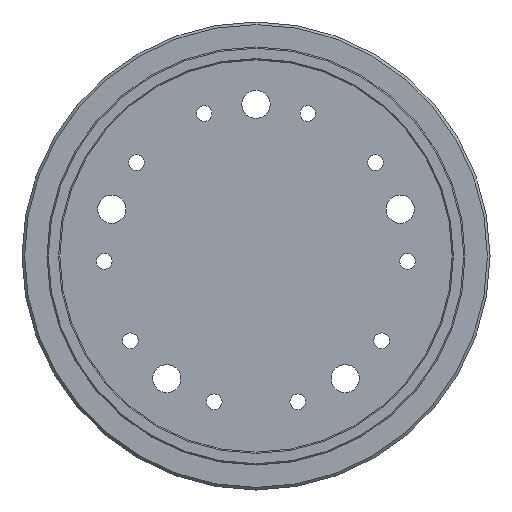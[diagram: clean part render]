
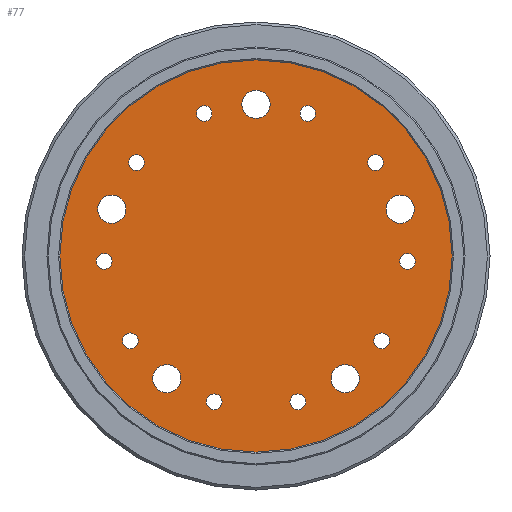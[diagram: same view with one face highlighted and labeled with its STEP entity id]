
A CAD part, left-side view. The second image highlights one B-rep face of the part: STEP entity #77.
In plain terms, the highlighted planar face has unit normal (-1, 0, 0).
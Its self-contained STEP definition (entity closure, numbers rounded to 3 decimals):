
#77 = ADVANCED_FACE( '', ( #117, #118, #119, #120, #121, #122, #123, #124, #125, #126, #127, #128, #129, #130, #131, #132 ), #133, .F. );
#117 = FACE_BOUND( '', #251, .T. );
#118 = FACE_BOUND( '', #252, .T. );
#119 = FACE_BOUND( '', #253, .T. );
#120 = FACE_BOUND( '', #254, .T. );
#121 = FACE_BOUND( '', #255, .T. );
#122 = FACE_BOUND( '', #256, .T. );
#123 = FACE_BOUND( '', #257, .T. );
#124 = FACE_BOUND( '', #258, .T. );
#125 = FACE_BOUND( '', #259, .T. );
#126 = FACE_BOUND( '', #260, .T. );
#127 = FACE_BOUND( '', #261, .T. );
#128 = FACE_BOUND( '', #262, .T. );
#129 = FACE_BOUND( '', #263, .T. );
#130 = FACE_BOUND( '', #264, .T. );
#131 = FACE_BOUND( '', #265, .T. );
#132 = FACE_OUTER_BOUND( '', #266, .T. );
#133 = PLANE( '', #267 );
#251 = EDGE_LOOP( '', ( #389 ) );
#252 = EDGE_LOOP( '', ( #390 ) );
#253 = EDGE_LOOP( '', ( #391 ) );
#254 = EDGE_LOOP( '', ( #392 ) );
#255 = EDGE_LOOP( '', ( #393 ) );
#256 = EDGE_LOOP( '', ( #394 ) );
#257 = EDGE_LOOP( '', ( #395 ) );
#258 = EDGE_LOOP( '', ( #396 ) );
#259 = EDGE_LOOP( '', ( #397 ) );
#260 = EDGE_LOOP( '', ( #398 ) );
#261 = EDGE_LOOP( '', ( #399 ) );
#262 = EDGE_LOOP( '', ( #400 ) );
#263 = EDGE_LOOP( '', ( #401 ) );
#264 = EDGE_LOOP( '', ( #402 ) );
#265 = EDGE_LOOP( '', ( #403 ) );
#266 = EDGE_LOOP( '', ( #404 ) );
#267 = AXIS2_PLACEMENT_3D( '', #405, #406, #407 );
#389 = ORIENTED_EDGE( '', *, *, #587, .T. );
#390 = ORIENTED_EDGE( '', *, *, #588, .T. );
#391 = ORIENTED_EDGE( '', *, *, #589, .T. );
#392 = ORIENTED_EDGE( '', *, *, #590, .T. );
#393 = ORIENTED_EDGE( '', *, *, #591, .T. );
#394 = ORIENTED_EDGE( '', *, *, #592, .T. );
#395 = ORIENTED_EDGE( '', *, *, #593, .T. );
#396 = ORIENTED_EDGE( '', *, *, #594, .T. );
#397 = ORIENTED_EDGE( '', *, *, #595, .T. );
#398 = ORIENTED_EDGE( '', *, *, #596, .T. );
#399 = ORIENTED_EDGE( '', *, *, #597, .T. );
#400 = ORIENTED_EDGE( '', *, *, #598, .T. );
#401 = ORIENTED_EDGE( '', *, *, #599, .T. );
#402 = ORIENTED_EDGE( '', *, *, #600, .T. );
#403 = ORIENTED_EDGE( '', *, *, #601, .T. );
#404 = ORIENTED_EDGE( '', *, *, #602, .F. );
#405 = CARTESIAN_POINT( '', ( -25.6, 0., 0. ) );
#406 = DIRECTION( '', ( 1., 0., 0. ) );
#407 = DIRECTION( '', ( 0., 0., -1. ) );
#587 = EDGE_CURVE( '', #639, #639, #640, .T. );
#588 = EDGE_CURVE( '', #641, #641, #642, .T. );
#589 = EDGE_CURVE( '', #643, #643, #644, .T. );
#590 = EDGE_CURVE( '', #645, #645, #646, .T. );
#591 = EDGE_CURVE( '', #647, #647, #648, .T. );
#592 = EDGE_CURVE( '', #649, #649, #650, .T. );
#593 = EDGE_CURVE( '', #651, #651, #652, .T. );
#594 = EDGE_CURVE( '', #653, #653, #654, .T. );
#595 = EDGE_CURVE( '', #655, #655, #656, .T. );
#596 = EDGE_CURVE( '', #657, #657, #658, .T. );
#597 = EDGE_CURVE( '', #659, #659, #660, .T. );
#598 = EDGE_CURVE( '', #661, #661, #662, .T. );
#599 = EDGE_CURVE( '', #663, #663, #664, .T. );
#600 = EDGE_CURVE( '', #665, #665, #666, .T. );
#601 = EDGE_CURVE( '', #667, #667, #668, .T. );
#602 = EDGE_CURVE( '', #669, #669, #670, .T. );
#639 = VERTEX_POINT( '', #737 );
#640 = CIRCLE( '', #738, 3. );
#641 = VERTEX_POINT( '', #739 );
#642 = CIRCLE( '', #740, 3. );
#643 = VERTEX_POINT( '', #741 );
#644 = CIRCLE( '', #742, 3. );
#645 = VERTEX_POINT( '', #743 );
#646 = CIRCLE( '', #744, 3. );
#647 = VERTEX_POINT( '', #745 );
#648 = CIRCLE( '', #746, 3. );
#649 = VERTEX_POINT( '', #747 );
#650 = CIRCLE( '', #748, 3. );
#651 = VERTEX_POINT( '', #749 );
#652 = CIRCLE( '', #750, 3. );
#653 = VERTEX_POINT( '', #751 );
#654 = CIRCLE( '', #752, 3. );
#655 = VERTEX_POINT( '', #753 );
#656 = CIRCLE( '', #754, 3. );
#657 = VERTEX_POINT( '', #755 );
#658 = CIRCLE( '', #756, 3. );
#659 = VERTEX_POINT( '', #757 );
#660 = CIRCLE( '', #758, 5.4 );
#661 = VERTEX_POINT( '', #759 );
#662 = CIRCLE( '', #760, 5.4 );
#663 = VERTEX_POINT( '', #761 );
#664 = CIRCLE( '', #762, 5.4 );
#665 = VERTEX_POINT( '', #763 );
#666 = CIRCLE( '', #764, 5.4 );
#667 = VERTEX_POINT( '', #765 );
#668 = CIRCLE( '', #766, 5.4 );
#669 = VERTEX_POINT( '', #767 );
#670 = CIRCLE( '', #768, 75. );
#737 = CARTESIAN_POINT( '', ( -25.6, -51.084, -32.433 ) );
#738 = AXIS2_PLACEMENT_3D( '', #838, #839, #840 );
#739 = CARTESIAN_POINT( '', ( -25.6, -18.987, -55.753 ) );
#740 = AXIS2_PLACEMENT_3D( '', #841, #842, #843 );
#741 = CARTESIAN_POINT( '', ( -25.6, 12.987, -55.753 ) );
#742 = AXIS2_PLACEMENT_3D( '', #844, #845, #846 );
#743 = CARTESIAN_POINT( '', ( -25.6, 45.084, -32.433 ) );
#744 = AXIS2_PLACEMENT_3D( '', #847, #848, #849 );
#745 = CARTESIAN_POINT( '', ( -25.6, -48.704, 35.708 ) );
#746 = AXIS2_PLACEMENT_3D( '', #850, #851, #852 );
#747 = CARTESIAN_POINT( '', ( -25.6, 55.035, -2.024 ) );
#748 = AXIS2_PLACEMENT_3D( '', #853, #854, #855 );
#749 = CARTESIAN_POINT( '', ( -25.6, -60.965, -2.024 ) );
#750 = AXIS2_PLACEMENT_3D( '', #856, #857, #858 );
#751 = CARTESIAN_POINT( '', ( -25.6, 42.705, 35.708 ) );
#752 = AXIS2_PLACEMENT_3D( '', #859, #860, #861 );
#753 = CARTESIAN_POINT( '', ( -25.6, -22.837, 54.502 ) );
#754 = AXIS2_PLACEMENT_3D( '', #862, #863, #864 );
#755 = CARTESIAN_POINT( '', ( -25.6, 16.837, 54.502 ) );
#756 = AXIS2_PLACEMENT_3D( '', #865, #866, #867 );
#757 = CARTESIAN_POINT( '', ( -25.6, -60.561, 17.923 ) );
#758 = AXIS2_PLACEMENT_3D( '', #868, #869, #870 );
#759 = CARTESIAN_POINT( '', ( -25.6, -39.492, -46.923 ) );
#760 = AXIS2_PLACEMENT_3D( '', #871, #872, #873 );
#761 = CARTESIAN_POINT( '', ( -25.6, 28.692, -46.923 ) );
#762 = AXIS2_PLACEMENT_3D( '', #874, #875, #876 );
#763 = CARTESIAN_POINT( '', ( -25.6, 49.761, 17.923 ) );
#764 = AXIS2_PLACEMENT_3D( '', #877, #878, #879 );
#765 = CARTESIAN_POINT( '', ( -25.6, -5.4, 58. ) );
#766 = AXIS2_PLACEMENT_3D( '', #880, #881, #882 );
#767 = CARTESIAN_POINT( '', ( -25.6, 0., -75. ) );
#768 = AXIS2_PLACEMENT_3D( '', #883, #884, #885 );
#838 = CARTESIAN_POINT( '', ( -25.6, -48.084, -32.433 ) );
#839 = DIRECTION( '', ( 1., 0., 0. ) );
#840 = DIRECTION( '', ( 0., -1., 0. ) );
#841 = CARTESIAN_POINT( '', ( -25.6, -15.987, -55.753 ) );
#842 = DIRECTION( '', ( 1., 0., 0. ) );
#843 = DIRECTION( '', ( 0., -1., 0. ) );
#844 = CARTESIAN_POINT( '', ( -25.6, 15.987, -55.753 ) );
#845 = DIRECTION( '', ( 1., 0., 0. ) );
#846 = DIRECTION( '', ( 0., -1., 0. ) );
#847 = CARTESIAN_POINT( '', ( -25.6, 48.084, -32.433 ) );
#848 = DIRECTION( '', ( 1., 0., 0. ) );
#849 = DIRECTION( '', ( 0., -1., 0. ) );
#850 = CARTESIAN_POINT( '', ( -25.6, -45.704, 35.708 ) );
#851 = DIRECTION( '', ( 1., 0., 0. ) );
#852 = DIRECTION( '', ( 0., -1., 0. ) );
#853 = CARTESIAN_POINT( '', ( -25.6, 58.035, -2.024 ) );
#854 = DIRECTION( '', ( 1., 0., 0. ) );
#855 = DIRECTION( '', ( 0., -1., 0. ) );
#856 = CARTESIAN_POINT( '', ( -25.6, -57.965, -2.024 ) );
#857 = DIRECTION( '', ( 1., 0., 0. ) );
#858 = DIRECTION( '', ( 0., -1., 0. ) );
#859 = CARTESIAN_POINT( '', ( -25.6, 45.705, 35.708 ) );
#860 = DIRECTION( '', ( 1., 0., 0. ) );
#861 = DIRECTION( '', ( 0., -1., 0. ) );
#862 = CARTESIAN_POINT( '', ( -25.6, -19.837, 54.502 ) );
#863 = DIRECTION( '', ( 1., 0., 0. ) );
#864 = DIRECTION( '', ( 0., -1., 0. ) );
#865 = CARTESIAN_POINT( '', ( -25.6, 19.837, 54.502 ) );
#866 = DIRECTION( '', ( 1., 0., 0. ) );
#867 = DIRECTION( '', ( 0., -1., 0. ) );
#868 = CARTESIAN_POINT( '', ( -25.6, -55.161, 17.923 ) );
#869 = DIRECTION( '', ( 1., 0., 0. ) );
#870 = DIRECTION( '', ( 0., -1., 0. ) );
#871 = CARTESIAN_POINT( '', ( -25.6, -34.092, -46.923 ) );
#872 = DIRECTION( '', ( 1., 0., 0. ) );
#873 = DIRECTION( '', ( 0., -1., 0. ) );
#874 = CARTESIAN_POINT( '', ( -25.6, 34.092, -46.923 ) );
#875 = DIRECTION( '', ( 1., 0., 0. ) );
#876 = DIRECTION( '', ( 0., -1., 0. ) );
#877 = CARTESIAN_POINT( '', ( -25.6, 55.161, 17.923 ) );
#878 = DIRECTION( '', ( 1., 0., 0. ) );
#879 = DIRECTION( '', ( 0., -1., 0. ) );
#880 = CARTESIAN_POINT( '', ( -25.6, 0., 58. ) );
#881 = DIRECTION( '', ( 1., 0., 0. ) );
#882 = DIRECTION( '', ( 0., -1., 0. ) );
#883 = CARTESIAN_POINT( '', ( -25.6, 0., 0. ) );
#884 = DIRECTION( '', ( 1., 0., 0. ) );
#885 = DIRECTION( '', ( 0., 0., -1. ) );
